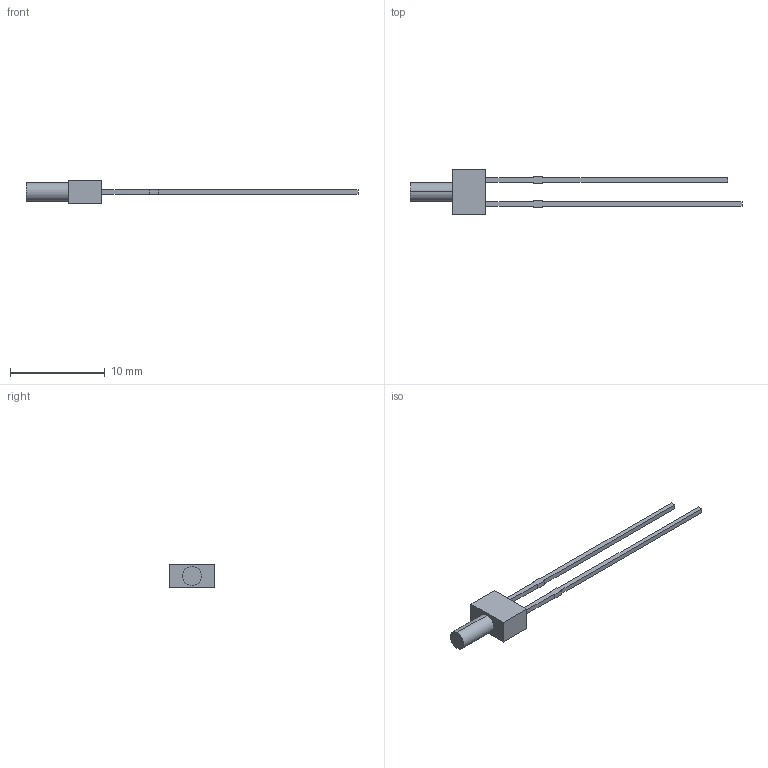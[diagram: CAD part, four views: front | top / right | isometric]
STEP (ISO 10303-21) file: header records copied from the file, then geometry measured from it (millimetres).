
FILE_DESCRIPTION (( 'STEP AP214' ), '1' );
FILE_NAME ('13.STEP', '2008-08-27T15:09:48', ( '' ), ( '' ), 'SwSTEP 2.0', 'SolidWorks 2008', '' );
FILE_SCHEMA (( 'AUTOMOTIVE_DESIGN' ));
Length unit declared in the file: millimetre
Products named in the file (1): 13
Bounding box: 35 x 4.8 x 2.5 mm (x, y, z)
Volume: 69.5 mm3; surface area: 209.6 mm2
Topology: 1 solids, 1 shells, 318 faces, 855 edges, 570 vertices
Faces by surface type: plane 200, bspline 116, cylinder 2
Entity records: 18840 total; most frequent: CARTESIAN_POINT 8132, ORIENTED_EDGE 1710, DIRECTION 1033, EDGE_CURVE 855, VECTOR 619, LINE 619, VERTEX_POINT 570, EDGE_LOOP 349
